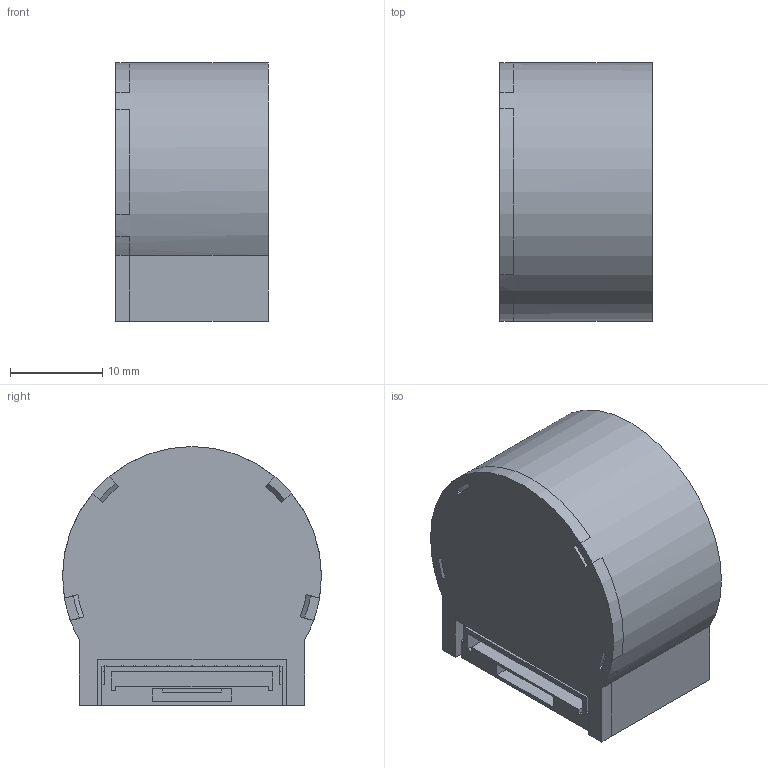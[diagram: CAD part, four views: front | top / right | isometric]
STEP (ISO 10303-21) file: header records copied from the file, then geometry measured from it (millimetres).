
FILE_DESCRIPTION((''),'2;1');
FILE_NAME('NME1_top.stp','2013-08-01T15:14:20',('Administrator'),(''),'Autodesk Inventor 2013','Autodesk Inventor 2013','');
FILE_SCHEMA(('AUTOMOTIVE_DESIGN { 1 0 10303 214 1 1 1 1 }'));
Length unit declared in the file: millimetre
Products named in the file (1): 零件8
Bounding box: 16.5 x 28 x 28 mm (x, y, z)
Surface area: 7273.3 mm2 (no closed solid volume)
Topology: 0 solids, 4 shells, 257 faces, 707 edges, 462 vertices
Faces by surface type: plane 229, cylinder 24, cone 4
Full cylindrical faces by diameter (mm): 2.8 x4, 4.8 x2, 12 x1
Entity records: 8223 total; most frequent: CARTESIAN_POINT 1436, ORIENTED_EDGE 1400, DIRECTION 1284, EDGE_CURVE 700, VECTOR 616, LINE 616, VERTEX_POINT 462, AXIS2_PLACEMENT_3D 334
